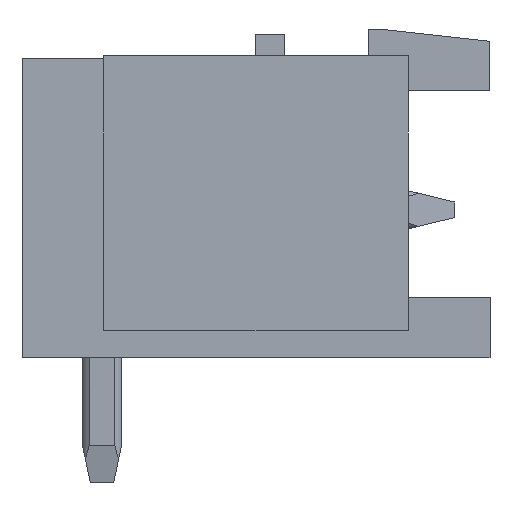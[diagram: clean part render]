
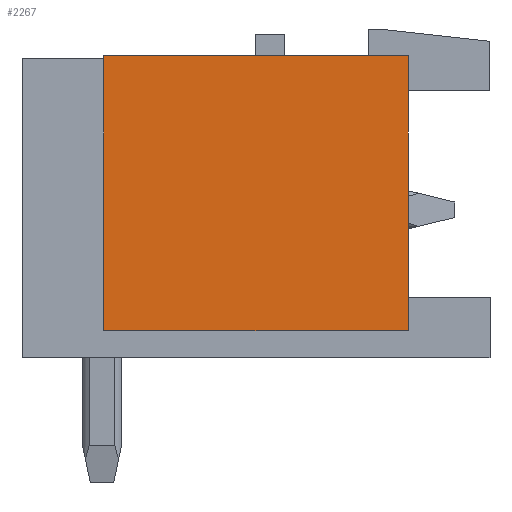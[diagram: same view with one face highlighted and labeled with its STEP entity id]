
A CAD part, left-side view. The second image highlights one B-rep face of the part: STEP entity #2267.
In plain terms, the highlighted planar face has unit normal (-1, 0, 0).
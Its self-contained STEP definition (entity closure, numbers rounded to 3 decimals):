
#2231=AXIS2_PLACEMENT_3D('Plane Axis2P3D',#2228,#2229,#2230) ;
#2228=CARTESIAN_POINT('Axis2P3D Location',(0.,2.1,0.)) ;
#2233=CARTESIAN_POINT('Line Origine',(0.,9.9,7.425)) ;
#2237=CARTESIAN_POINT('Vertex',(0.,9.9,3.9)) ;
#2239=CARTESIAN_POINT('Vertex',(0.,9.9,10.95)) ;
#2242=CARTESIAN_POINT('Line Origine',(0.,6.,3.9)) ;
#2246=CARTESIAN_POINT('Vertex',(0.,2.1,3.9)) ;
#2249=CARTESIAN_POINT('Line Origine',(0.,2.1,7.425)) ;
#2253=CARTESIAN_POINT('Vertex',(0.,2.1,10.95)) ;
#2256=CARTESIAN_POINT('Line Origine',(0.,6.,10.95)) ;
#2229=DIRECTION('Axis2P3D Direction',(1.,0.,0.)) ;
#2230=DIRECTION('Axis2P3D XDirection',(0.,1.,0.)) ;
#2234=DIRECTION('Vector Direction',(0.,0.,1.)) ;
#2243=DIRECTION('Vector Direction',(0.,1.,0.)) ;
#2250=DIRECTION('Vector Direction',(0.,0.,1.)) ;
#2257=DIRECTION('Vector Direction',(0.,1.,0.)) ;
#2235=VECTOR('Line Direction',#2234,1.) ;
#2244=VECTOR('Line Direction',#2243,1.) ;
#2251=VECTOR('Line Direction',#2250,1.) ;
#2258=VECTOR('Line Direction',#2257,1.) ;
#2262=ORIENTED_EDGE('',*,*,#2241,.F.) ;
#2263=ORIENTED_EDGE('',*,*,#2248,.T.) ;
#2264=ORIENTED_EDGE('',*,*,#2255,.T.) ;
#2265=ORIENTED_EDGE('',*,*,#2260,.F.) ;
#2267=ADVANCED_FACE('Housing',(#2266),#2232,.F.) ;
#2241=EDGE_CURVE('',#2238,#2240,#2236,.T.) ;
#2248=EDGE_CURVE('',#2238,#2247,#2245,.F.) ;
#2255=EDGE_CURVE('',#2247,#2254,#2252,.T.) ;
#2260=EDGE_CURVE('',#2240,#2254,#2259,.F.) ;
#2261=EDGE_LOOP('',(#2262,#2263,#2264,#2265)) ;
#2266=FACE_OUTER_BOUND('',#2261,.T.) ;
#2236=LINE('Line',#2233,#2235) ;
#2245=LINE('Line',#2242,#2244) ;
#2252=LINE('Line',#2249,#2251) ;
#2259=LINE('Line',#2256,#2258) ;
#2232=PLANE('',#2231) ;
#2238=VERTEX_POINT('',#2237) ;
#2240=VERTEX_POINT('',#2239) ;
#2247=VERTEX_POINT('',#2246) ;
#2254=VERTEX_POINT('',#2253) ;
